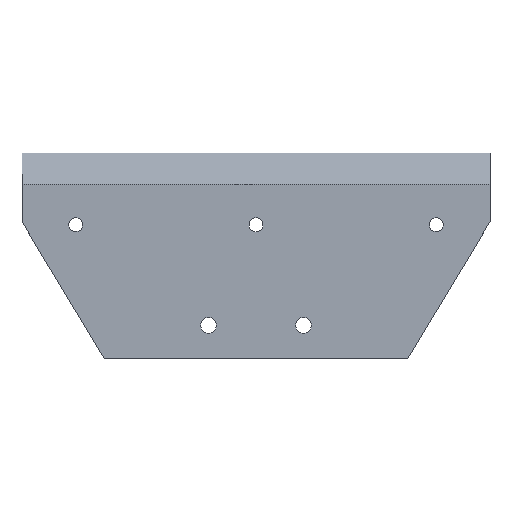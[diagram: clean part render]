
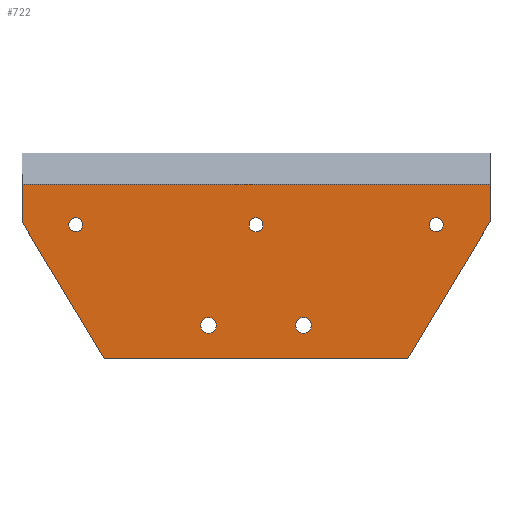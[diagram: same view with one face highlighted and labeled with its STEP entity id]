
A CAD part, top view. The second image highlights one B-rep face of the part: STEP entity #722.
In plain terms, the highlighted planar face has unit normal (0, 0, 1).
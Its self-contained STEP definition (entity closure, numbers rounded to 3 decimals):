
#3 = EDGE_CURVE ( 'NONE', #734, #960, #160, .T. ) ;
#8 = CARTESIAN_POINT ( 'NONE',  ( 7.5, 5.3, 1.2 ) ) ;
#20 = DIRECTION ( 'NONE',  ( 1., 0., 0. ) ) ;
#23 = ORIENTED_EDGE ( 'NONE', *, *, #458, .T. ) ;
#26 = CARTESIAN_POINT ( 'NONE',  ( -7.5, 5.3, 1.2 ) ) ;
#32 = VERTEX_POINT ( 'NONE', #907 ) ;
#33 = CARTESIAN_POINT ( 'NONE',  ( 24., 0., 1.2 ) ) ;
#39 = EDGE_LOOP ( 'NONE', ( #671, #366 ) ) ;
#43 = CARTESIAN_POINT ( 'NONE',  ( -37., 21.636, 1.2 ) ) ;
#55 = EDGE_CURVE ( 'NONE', #960, #252, #761, .T. ) ;
#61 = ORIENTED_EDGE ( 'NONE', *, *, #661, .F. ) ;
#69 = DIRECTION ( 'NONE',  ( 1., 0., 0. ) ) ;
#92 = CARTESIAN_POINT ( 'NONE',  ( 0., 21.2, 1.2 ) ) ;
#100 = EDGE_CURVE ( 'NONE', #32, #107, #282, .T. ) ;
#105 = CIRCLE ( 'NONE', #332, 1.1 ) ;
#107 = VERTEX_POINT ( 'NONE', #379 ) ;
#122 = FACE_BOUND ( 'NONE', #878, .T. ) ;
#126 = ORIENTED_EDGE ( 'NONE', *, *, #396, .F. ) ;
#128 = CARTESIAN_POINT ( 'NONE',  ( -37., 27.576, 1.2 ) ) ;
#138 = DIRECTION ( 'NONE',  ( 1., 0., 0. ) ) ;
#152 = DIRECTION ( 'NONE',  ( 0.515, 0.857, 0. ) ) ;
#157 = DIRECTION ( 'NONE',  ( 0.515, -0.857, 0. ) ) ;
#160 = LINE ( 'NONE', #384, #199 ) ;
#172 = VERTEX_POINT ( 'NONE', #767 ) ;
#182 = DIRECTION ( 'NONE',  ( 0., 0., 1. ) ) ;
#183 = VECTOR ( 'NONE', #152, 1000. ) ;
#196 = CARTESIAN_POINT ( 'NONE',  ( 6.25, 5.3, 1.2 ) ) ;
#199 = VECTOR ( 'NONE', #157, 1000. ) ;
#201 = LINE ( 'NONE', #863, #804 ) ;
#215 = DIRECTION ( 'NONE',  ( 1., 0., 0. ) ) ;
#217 = EDGE_LOOP ( 'NONE', ( #409, #435 ) ) ;
#234 = CARTESIAN_POINT ( 'NONE',  ( 28.5, 21.2, 1.2 ) ) ;
#235 = CIRCLE ( 'NONE', #690, 1.1 ) ;
#239 = DIRECTION ( 'NONE',  ( 0., 0., 1. ) ) ;
#242 = CARTESIAN_POINT ( 'NONE',  ( 0., 0., 1.2 ) ) ;
#247 = CARTESIAN_POINT ( 'NONE',  ( 37., 27.576, 1.2 ) ) ;
#252 = VERTEX_POINT ( 'NONE', #33 ) ;
#267 = CARTESIAN_POINT ( 'NONE',  ( 37., 21.636, 1.2 ) ) ;
#269 = DIRECTION ( 'NONE',  ( 0., 0., 1. ) ) ;
#278 = DIRECTION ( 'NONE',  ( 0., 0., 1. ) ) ;
#282 = CIRCLE ( 'NONE', #828, 1.1 ) ;
#291 = CARTESIAN_POINT ( 'NONE',  ( -28.5, 21.2, 1.2 ) ) ;
#293 = EDGE_LOOP ( 'NONE', ( #126, #589, #431, #919, #23, #480 ) ) ;
#306 = VECTOR ( 'NONE', #856, 1000. ) ;
#313 = EDGE_LOOP ( 'NONE', ( #445, #753 ) ) ;
#315 = CARTESIAN_POINT ( 'NONE',  ( -37., 27.576, 1.2 ) ) ;
#332 = AXIS2_PLACEMENT_3D ( 'NONE', #608, #531, #833 ) ;
#339 = CIRCLE ( 'NONE', #884, 1.25 ) ;
#349 = EDGE_CURVE ( 'NONE', #797, #734, #201, .T. ) ;
#357 = FACE_BOUND ( 'NONE', #361, .T. ) ;
#361 = EDGE_LOOP ( 'NONE', ( #624, #61 ) ) ;
#366 = ORIENTED_EDGE ( 'NONE', *, *, #508, .F. ) ;
#373 = DIRECTION ( 'NONE',  ( 0., 0., 1. ) ) ;
#378 = VECTOR ( 'NONE', #389, 1000. ) ;
#379 = CARTESIAN_POINT ( 'NONE',  ( 29.6, 21.2, 1.2 ) ) ;
#384 = CARTESIAN_POINT ( 'NONE',  ( -37., 21.636, 1.2 ) ) ;
#389 = DIRECTION ( 'NONE',  ( 1., 0., 0. ) ) ;
#396 = EDGE_CURVE ( 'NONE', #797, #714, #900, .T. ) ;
#398 = FACE_OUTER_BOUND ( 'NONE', #293, .T. ) ;
#409 = ORIENTED_EDGE ( 'NONE', *, *, #466, .F. ) ;
#410 = CIRCLE ( 'NONE', #956, 1.1 ) ;
#419 = ORIENTED_EDGE ( 'NONE', *, *, #603, .F. ) ;
#428 = DIRECTION ( 'NONE',  ( 0., 0., 1. ) ) ;
#431 = ORIENTED_EDGE ( 'NONE', *, *, #3, .T. ) ;
#433 = FACE_BOUND ( 'NONE', #217, .T. ) ;
#435 = ORIENTED_EDGE ( 'NONE', *, *, #733, .F. ) ;
#445 = ORIENTED_EDGE ( 'NONE', *, *, #100, .F. ) ;
#450 = DIRECTION ( 'NONE',  ( 0., 0., 1. ) ) ;
#456 = AXIS2_PLACEMENT_3D ( 'NONE', #936, #269, #958 ) ;
#458 = EDGE_CURVE ( 'NONE', #252, #817, #519, .T. ) ;
#466 = EDGE_CURVE ( 'NONE', #708, #692, #235, .T. ) ;
#468 = CARTESIAN_POINT ( 'NONE',  ( -1.1, 21.2, 1.2 ) ) ;
#472 = PLANE ( 'NONE',  #832 ) ;
#480 = ORIENTED_EDGE ( 'NONE', *, *, #955, .T. ) ;
#482 = CARTESIAN_POINT ( 'NONE',  ( -24., 0., 1.2 ) ) ;
#484 = VERTEX_POINT ( 'NONE', #808 ) ;
#498 = DIRECTION ( 'NONE',  ( 0., -1., 0. ) ) ;
#500 = CARTESIAN_POINT ( 'NONE',  ( -28.5, 21.2, 1.2 ) ) ;
#503 = ORIENTED_EDGE ( 'NONE', *, *, #967, .F. ) ;
#508 = EDGE_CURVE ( 'NONE', #891, #667, #740, .T. ) ;
#519 = LINE ( 'NONE', #819, #183 ) ;
#521 = EDGE_CURVE ( 'NONE', #667, #891, #858, .T. ) ;
#525 = CARTESIAN_POINT ( 'NONE',  ( 1.1, 21.2, 1.2 ) ) ;
#531 = DIRECTION ( 'NONE',  ( 0., 0., 1. ) ) ;
#532 = AXIS2_PLACEMENT_3D ( 'NONE', #8, #239, #837 ) ;
#541 = DIRECTION ( 'NONE',  ( 1., 0., 0. ) ) ;
#545 = FACE_BOUND ( 'NONE', #313, .T. ) ;
#551 = VECTOR ( 'NONE', #609, 1000. ) ;
#556 = LINE ( 'NONE', #872, #306 ) ;
#560 = AXIS2_PLACEMENT_3D ( 'NONE', #500, #579, #215 ) ;
#579 = DIRECTION ( 'NONE',  ( 0., 0., 1. ) ) ;
#585 = CIRCLE ( 'NONE', #532, 1.25 ) ;
#589 = ORIENTED_EDGE ( 'NONE', *, *, #349, .T. ) ;
#590 = CARTESIAN_POINT ( 'NONE',  ( -27.4, 21.2, 1.2 ) ) ;
#603 = EDGE_CURVE ( 'NONE', #172, #484, #766, .T. ) ;
#608 = CARTESIAN_POINT ( 'NONE',  ( 28.5, 21.2, 1.2 ) ) ;
#609 = DIRECTION ( 'NONE',  ( 1., 0., 0. ) ) ;
#619 = CARTESIAN_POINT ( 'NONE',  ( -29.6, 21.2, 1.2 ) ) ;
#624 = ORIENTED_EDGE ( 'NONE', *, *, #830, .F. ) ;
#657 = CARTESIAN_POINT ( 'NONE',  ( 8.75, 5.3, 1.2 ) ) ;
#661 = EDGE_CURVE ( 'NONE', #943, #883, #585, .T. ) ;
#667 = VERTEX_POINT ( 'NONE', #619 ) ;
#671 = ORIENTED_EDGE ( 'NONE', *, *, #521, .F. ) ;
#672 = DIRECTION ( 'NONE',  ( 1., 0., 0. ) ) ;
#682 = CARTESIAN_POINT ( 'NONE',  ( -24., 0., 1.2 ) ) ;
#690 = AXIS2_PLACEMENT_3D ( 'NONE', #748, #373, #672 ) ;
#692 = VERTEX_POINT ( 'NONE', #525 ) ;
#695 = EDGE_CURVE ( 'NONE', #107, #32, #105, .T. ) ;
#708 = VERTEX_POINT ( 'NONE', #468 ) ;
#714 = VERTEX_POINT ( 'NONE', #247 ) ;
#722 = ADVANCED_FACE ( 'NONE', ( #545, #433, #768, #122, #357, #398 ), #472, .T. ) ;
#733 = EDGE_CURVE ( 'NONE', #692, #708, #410, .T. ) ;
#734 = VERTEX_POINT ( 'NONE', #43 ) ;
#735 = DIRECTION ( 'NONE',  ( 0., 0., 1. ) ) ;
#740 = CIRCLE ( 'NONE', #906, 1.1 ) ;
#748 = CARTESIAN_POINT ( 'NONE',  ( 0., 21.2, 1.2 ) ) ;
#750 = DIRECTION ( 'NONE',  ( 1., 0., 0. ) ) ;
#753 = ORIENTED_EDGE ( 'NONE', *, *, #695, .F. ) ;
#761 = LINE ( 'NONE', #682, #378 ) ;
#766 = CIRCLE ( 'NONE', #456, 1.25 ) ;
#767 = CARTESIAN_POINT ( 'NONE',  ( -6.25, 5.3, 1.2 ) ) ;
#768 = FACE_BOUND ( 'NONE', #39, .T. ) ;
#781 = DIRECTION ( 'NONE',  ( 1., 0., 0. ) ) ;
#793 = CARTESIAN_POINT ( 'NONE',  ( 7.5, 5.3, 1.2 ) ) ;
#797 = VERTEX_POINT ( 'NONE', #128 ) ;
#803 = CIRCLE ( 'NONE', #848, 1.25 ) ;
#804 = VECTOR ( 'NONE', #498, 1000. ) ;
#808 = CARTESIAN_POINT ( 'NONE',  ( -8.75, 5.3, 1.2 ) ) ;
#817 = VERTEX_POINT ( 'NONE', #267 ) ;
#819 = CARTESIAN_POINT ( 'NONE',  ( 24., 0., 1.2 ) ) ;
#828 = AXIS2_PLACEMENT_3D ( 'NONE', #234, #450, #750 ) ;
#830 = EDGE_CURVE ( 'NONE', #883, #943, #339, .T. ) ;
#832 = AXIS2_PLACEMENT_3D ( 'NONE', #242, #912, #20 ) ;
#833 = DIRECTION ( 'NONE',  ( 1., 0., 0. ) ) ;
#837 = DIRECTION ( 'NONE',  ( 1., 0., 0. ) ) ;
#848 = AXIS2_PLACEMENT_3D ( 'NONE', #26, #182, #781 ) ;
#856 = DIRECTION ( 'NONE',  ( 0., 1., 0. ) ) ;
#858 = CIRCLE ( 'NONE', #560, 1.1 ) ;
#863 = CARTESIAN_POINT ( 'NONE',  ( -37., 32.5, 1.2 ) ) ;
#872 = CARTESIAN_POINT ( 'NONE',  ( 37., 21.636, 1.2 ) ) ;
#878 = EDGE_LOOP ( 'NONE', ( #419, #503 ) ) ;
#883 = VERTEX_POINT ( 'NONE', #657 ) ;
#884 = AXIS2_PLACEMENT_3D ( 'NONE', #793, #735, #69 ) ;
#891 = VERTEX_POINT ( 'NONE', #590 ) ;
#900 = LINE ( 'NONE', #315, #551 ) ;
#906 = AXIS2_PLACEMENT_3D ( 'NONE', #291, #428, #138 ) ;
#907 = CARTESIAN_POINT ( 'NONE',  ( 27.4, 21.2, 1.2 ) ) ;
#912 = DIRECTION ( 'NONE',  ( 0., 0., 1. ) ) ;
#919 = ORIENTED_EDGE ( 'NONE', *, *, #55, .T. ) ;
#936 = CARTESIAN_POINT ( 'NONE',  ( -7.5, 5.3, 1.2 ) ) ;
#943 = VERTEX_POINT ( 'NONE', #196 ) ;
#955 = EDGE_CURVE ( 'NONE', #817, #714, #556, .T. ) ;
#956 = AXIS2_PLACEMENT_3D ( 'NONE', #92, #278, #541 ) ;
#958 = DIRECTION ( 'NONE',  ( 1., 0., 0. ) ) ;
#960 = VERTEX_POINT ( 'NONE', #482 ) ;
#967 = EDGE_CURVE ( 'NONE', #484, #172, #803, .T. ) ;
